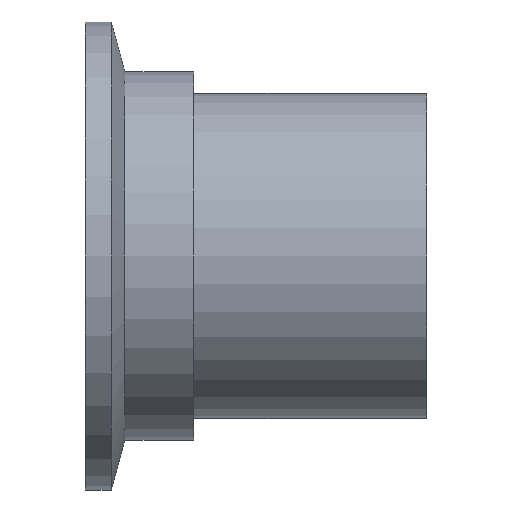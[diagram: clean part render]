
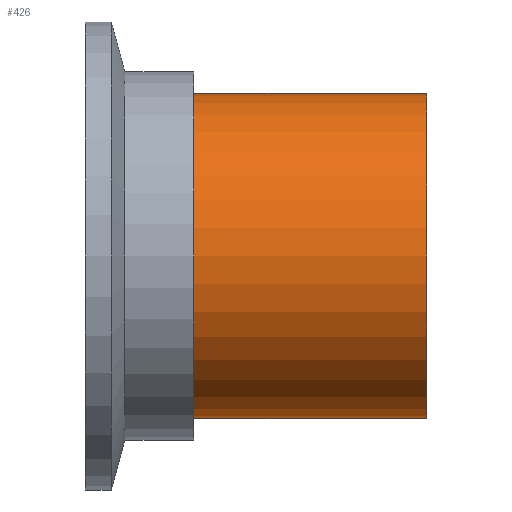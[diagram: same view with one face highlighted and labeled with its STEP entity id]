
A CAD part, left-side view. The second image highlights one B-rep face of the part: STEP entity #426.
In plain terms, the highlighted cylindrical face has radius 19.05 mm (diameter 38.1 mm), a partial arc.
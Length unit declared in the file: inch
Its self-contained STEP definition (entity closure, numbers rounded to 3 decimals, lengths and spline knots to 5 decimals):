
#27 = DIRECTION ( 'NONE',  ( 0., 1., 0. ) ) ;
#40 = FACE_OUTER_BOUND ( 'NONE', #104, .T. ) ;
#48 = ORIENTED_EDGE ( 'NONE', *, *, #118, .F. ) ;
#57 = CARTESIAN_POINT ( 'NONE',  ( 0., 0., 0.75 ) ) ;
#78 = EDGE_CURVE ( 'NONE', #369, #141, #361, .T. ) ;
#93 = CARTESIAN_POINT ( 'NONE',  ( 0., -0.5, 0.75 ) ) ;
#98 = EDGE_CURVE ( 'NONE', #331, #241, #357, .T. ) ;
#104 = EDGE_LOOP ( 'NONE', ( #442, #137, #385, #48 ) ) ;
#111 = CIRCLE ( 'NONE', #399, 0.75 ) ;
#118 = EDGE_CURVE ( 'NONE', #241, #141, #111, .T. ) ;
#130 = DIRECTION ( 'NONE',  ( 0., 1., 0. ) ) ;
#131 = AXIS2_PLACEMENT_3D ( 'NONE', #343, #155, #302 ) ;
#137 = ORIENTED_EDGE ( 'NONE', *, *, #406, .T. ) ;
#141 = VERTEX_POINT ( 'NONE', #93 ) ;
#145 = CARTESIAN_POINT ( 'NONE',  ( 0., -1.575, 0.75 ) ) ;
#155 = DIRECTION ( 'NONE',  ( 0., 1., 0. ) ) ;
#210 = VECTOR ( 'NONE', #130, 39.37008 ) ;
#230 = CARTESIAN_POINT ( 'NONE',  ( 0., -1.575, 0. ) ) ;
#241 = VERTEX_POINT ( 'NONE', #327 ) ;
#246 = DIRECTION ( 'NONE',  ( 0., 1., 0. ) ) ;
#301 = CARTESIAN_POINT ( 'NONE',  ( 0., -1.575, -0.75 ) ) ;
#302 = DIRECTION ( 'NONE',  ( 0., 0., 1. ) ) ;
#317 = DIRECTION ( 'NONE',  ( 0., 0., 1. ) ) ;
#327 = CARTESIAN_POINT ( 'NONE',  ( 0., -0.5, -0.75 ) ) ;
#331 = VERTEX_POINT ( 'NONE', #301 ) ;
#343 = CARTESIAN_POINT ( 'NONE',  ( 0., 0., 0. ) ) ;
#347 = DIRECTION ( 'NONE',  ( 0., 0., 1. ) ) ;
#349 = AXIS2_PLACEMENT_3D ( 'NONE', #230, #373, #347 ) ;
#357 = LINE ( 'NONE', #466, #458 ) ;
#361 = LINE ( 'NONE', #57, #210 ) ;
#369 = VERTEX_POINT ( 'NONE', #145 ) ;
#373 = DIRECTION ( 'NONE',  ( 0., 1., 0. ) ) ;
#385 = ORIENTED_EDGE ( 'NONE', *, *, #78, .T. ) ;
#390 = CARTESIAN_POINT ( 'NONE',  ( 0., -0.5, 0. ) ) ;
#399 = AXIS2_PLACEMENT_3D ( 'NONE', #390, #246, #317 ) ;
#406 = EDGE_CURVE ( 'NONE', #331, #369, #480, .T. ) ;
#420 = CYLINDRICAL_SURFACE ( 'NONE', #131, 0.75 ) ;
#426 = ADVANCED_FACE ( 'NONE', ( #40 ), #420, .T. ) ;
#442 = ORIENTED_EDGE ( 'NONE', *, *, #98, .F. ) ;
#458 = VECTOR ( 'NONE', #27, 39.37008 ) ;
#466 = CARTESIAN_POINT ( 'NONE',  ( 0., 0., -0.75 ) ) ;
#480 = CIRCLE ( 'NONE', #349, 0.75 ) ;
